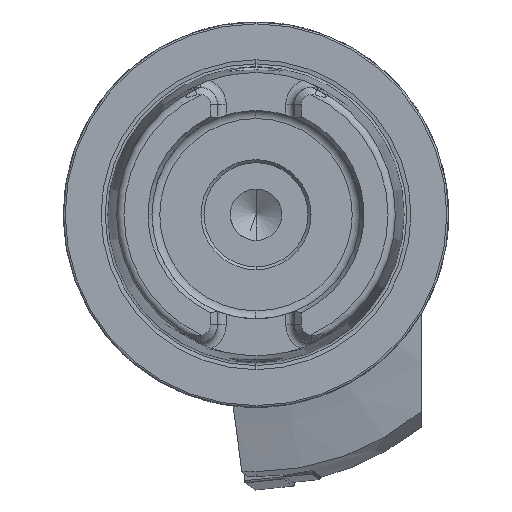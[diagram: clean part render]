
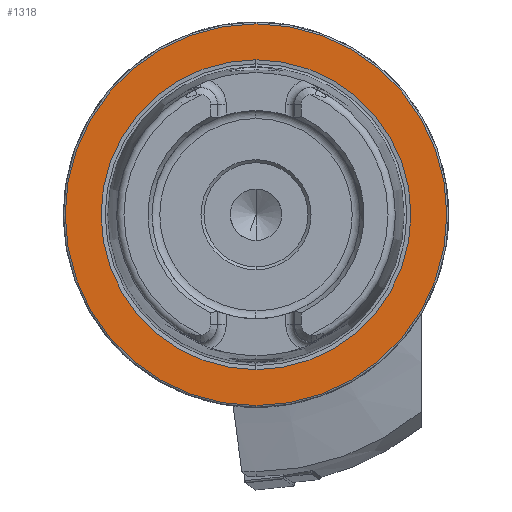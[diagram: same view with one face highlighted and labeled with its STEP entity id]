
A CAD part, left-side view. The second image highlights one B-rep face of the part: STEP entity #1318.
In plain terms, the highlighted planar face has unit normal (-1, 0, 0).
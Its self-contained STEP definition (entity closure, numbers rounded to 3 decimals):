
#46 = AXIS2_PLACEMENT_3D ( 'NONE', #7915, #8020, #7952 ) ;
#121 = AXIS2_PLACEMENT_3D ( 'NONE', #6071, #6072, #6070 ) ;
#122 = AXIS2_PLACEMENT_3D ( 'NONE', #6073, #6054, #6055 ) ;
#202 = AXIS2_PLACEMENT_3D ( 'NONE', #13498, #13499, #13500 ) ;
#254 = AXIS2_PLACEMENT_3D ( 'NONE', #1015, #1016, #1017 ) ;
#1015 = CARTESIAN_POINT ( 'NONE',  ( 0., 0., 0. ) ) ;
#1016 = DIRECTION ( 'NONE',  ( -1., 0., 0. ) ) ;
#1017 = DIRECTION ( 'NONE',  ( 0., 0., 1. ) ) ;
#1318 = ADVANCED_FACE ( 'NONE', ( #9144, #9147 ), #8083, .F. ) ;
#1503 = EDGE_CURVE ( 'NONE', #11844, #11839, #12143, .T. ) ;
#1504 = EDGE_CURVE ( 'NONE', #11847, #11846, #12147, .T. ) ;
#1707 = EDGE_CURVE ( 'NONE', #11839, #11844, #9969, .T. ) ;
#1800 = EDGE_CURVE ( 'NONE', #11846, #11847, #10080, .T. ) ;
#5176 = CARTESIAN_POINT ( 'NONE',  ( 0., 0., -25.324 ) ) ;
#5181 = CARTESIAN_POINT ( 'NONE',  ( 0., 0., 25.324 ) ) ;
#5183 = CARTESIAN_POINT ( 'NONE',  ( 0., 0., 31.2 ) ) ;
#5184 = CARTESIAN_POINT ( 'NONE',  ( 0., 0., -31.2 ) ) ;
#6054 = DIRECTION ( 'NONE',  ( -1., 0., 0. ) ) ;
#6055 = DIRECTION ( 'NONE',  ( 0., 0., 1. ) ) ;
#6070 = DIRECTION ( 'NONE',  ( 0., 0., 1. ) ) ;
#6071 = CARTESIAN_POINT ( 'NONE',  ( 0., 0., 0. ) ) ;
#6072 = DIRECTION ( 'NONE',  ( -1., 0., 0. ) ) ;
#6073 = CARTESIAN_POINT ( 'NONE',  ( 0., 0., 0. ) ) ;
#6310 = EDGE_LOOP ( 'NONE', ( #7422, #7423 ) ) ;
#7420 = ORIENTED_EDGE ( 'NONE', *, *, #1503, .F. ) ;
#7421 = ORIENTED_EDGE ( 'NONE', *, *, #1707, .F. ) ;
#7422 = ORIENTED_EDGE ( 'NONE', *, *, #1800, .T. ) ;
#7423 = ORIENTED_EDGE ( 'NONE', *, *, #1504, .T. ) ;
#7915 = CARTESIAN_POINT ( 'NONE',  ( 0., 31.2, 0. ) ) ;
#7952 = DIRECTION ( 'NONE',  ( 0., 0., -1. ) ) ;
#8020 = DIRECTION ( 'NONE',  ( 1., 0., 0. ) ) ;
#8083 = PLANE ( 'NONE',  #46 ) ;
#9002 = EDGE_LOOP ( 'NONE', ( #7420, #7421 ) ) ;
#9144 = FACE_BOUND ( 'NONE', #9002, .T. ) ;
#9147 = FACE_OUTER_BOUND ( 'NONE', #6310, .T. ) ;
#9969 = CIRCLE ( 'NONE', #202, 25.324 ) ;
#10080 = CIRCLE ( 'NONE', #254, 31.2 ) ;
#11839 = VERTEX_POINT ( 'NONE', #5176 ) ;
#11844 = VERTEX_POINT ( 'NONE', #5181 ) ;
#11846 = VERTEX_POINT ( 'NONE', #5183 ) ;
#11847 = VERTEX_POINT ( 'NONE', #5184 ) ;
#12143 = CIRCLE ( 'NONE', #121, 25.324 ) ;
#12147 = CIRCLE ( 'NONE', #122, 31.2 ) ;
#13498 = CARTESIAN_POINT ( 'NONE',  ( 0., 0., 0. ) ) ;
#13499 = DIRECTION ( 'NONE',  ( -1., 0., 0. ) ) ;
#13500 = DIRECTION ( 'NONE',  ( 0., 0., 1. ) ) ;
